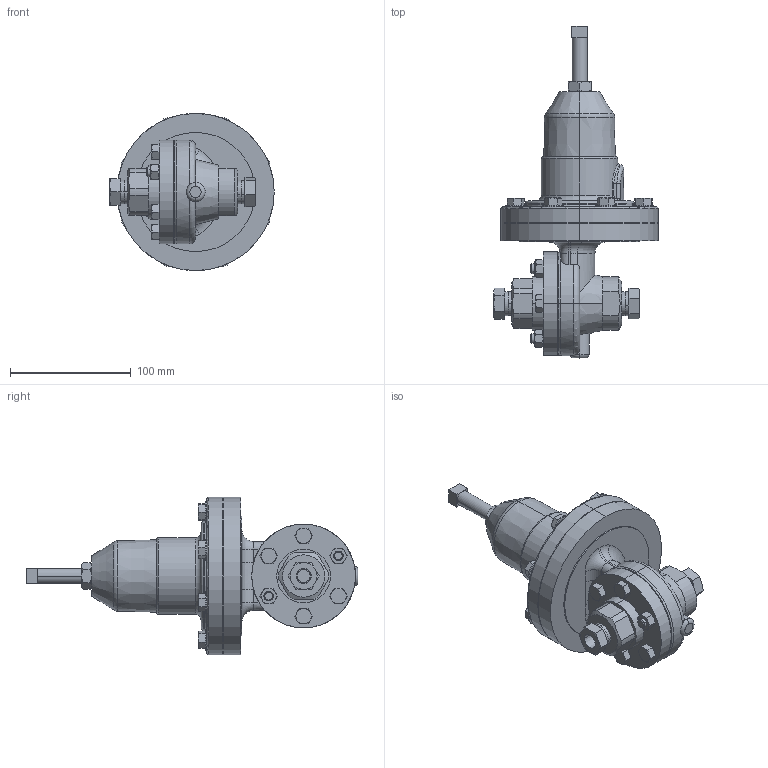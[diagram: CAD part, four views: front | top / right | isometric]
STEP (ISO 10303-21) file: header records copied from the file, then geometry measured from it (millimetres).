
FILE_DESCRIPTION (( 'STEP AP203' ), '1' );
FILE_NAME ('63-025-DI+BR-PT.STEP', '2017-07-25T10:50:22', ( '' ), ( '' ), 'SwSTEP 2.0', 'SolidWorks 2014', '' );
FILE_SCHEMA (( 'CONFIG_CONTROL_DESIGN' ));
Length unit declared in the file: inch
Products named in the file (2): 63-025-DI+BR-PT
Bounding box: 135.97 x 274.49 x 130.05 mm (x, y, z)
Volume: 969852.9 mm3; surface area: 113392.1 mm2
Topology: 1 solids, 1 shells, 498 faces, 1155 edges, 697 vertices
Faces by surface type: plane 183, cone 167, cylinder 111, torus 26, bspline 11
Entity records: 16461 total; most frequent: CARTESIAN_POINT 5266, ORIENTED_EDGE 2306, DIRECTION 2290, EDGE_CURVE 1153, AXIS2_PLACEMENT_3D 964, VERTEX_POINT 697, EDGE_LOOP 564, ADVANCED_FACE 498
